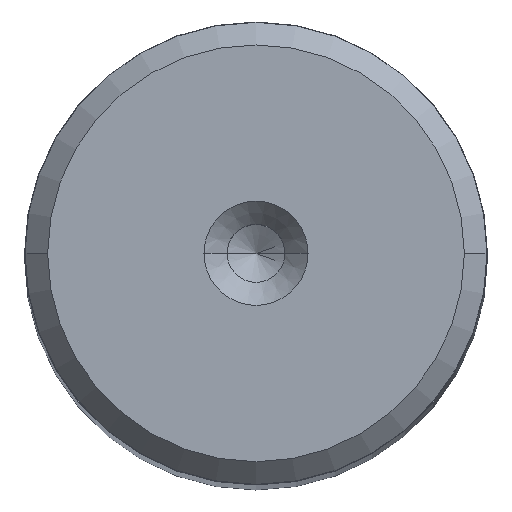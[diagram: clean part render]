
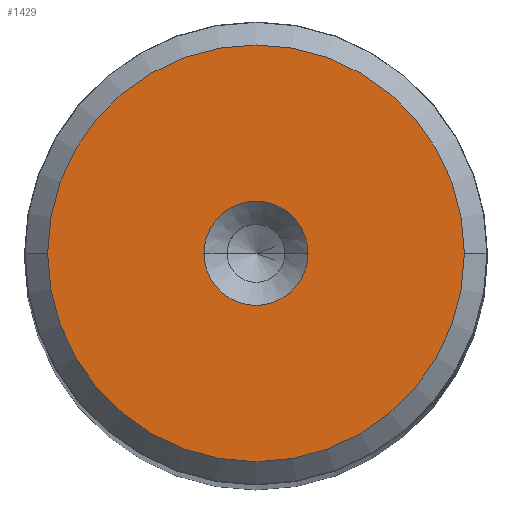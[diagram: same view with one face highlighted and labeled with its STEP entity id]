
A CAD part, top view. The second image highlights one B-rep face of the part: STEP entity #1429.
In plain terms, the highlighted planar face has unit normal (0, 0, 1).
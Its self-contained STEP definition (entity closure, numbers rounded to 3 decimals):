
#93 = DIRECTION ( 'NONE',  ( 0., 0., 1. ) ) ;
#115 = CARTESIAN_POINT ( 'NONE',  ( 9.009, 0., 130. ) ) ;
#156 = EDGE_LOOP ( 'NONE', ( #1973, #1233 ) ) ;
#207 = ORIENTED_EDGE ( 'NONE', *, *, #2387, .F. ) ;
#320 = DIRECTION ( 'NONE',  ( 1., 0., 0. ) ) ;
#414 = DIRECTION ( 'NONE',  ( 0., 0., 1. ) ) ;
#444 = DIRECTION ( 'NONE',  ( 0., 0., 1. ) ) ;
#474 = AXIS2_PLACEMENT_3D ( 'NONE', #1417, #93, #320 ) ;
#483 = EDGE_CURVE ( 'NONE', #2776, #2772, #2019, .T. ) ;
#867 = CARTESIAN_POINT ( 'NONE',  ( 0., 0., 130. ) ) ;
#962 = CARTESIAN_POINT ( 'NONE',  ( 2.25, 0., 130. ) ) ;
#981 = CARTESIAN_POINT ( 'NONE',  ( -2.25, 0., 130. ) ) ;
#1188 = CARTESIAN_POINT ( 'NONE',  ( -9.009, 0., 130. ) ) ;
#1207 = FACE_BOUND ( 'NONE', #1842, .T. ) ;
#1233 = ORIENTED_EDGE ( 'NONE', *, *, #1412, .T. ) ;
#1275 = FACE_OUTER_BOUND ( 'NONE', #156, .T. ) ;
#1282 = CIRCLE ( 'NONE', #474, 9.009 ) ;
#1288 = AXIS2_PLACEMENT_3D ( 'NONE', #1295, #414, #1938 ) ;
#1295 = CARTESIAN_POINT ( 'NONE',  ( 0., 0., 130. ) ) ;
#1412 = EDGE_CURVE ( 'NONE', #2024, #1824, #2577, .T. ) ;
#1417 = CARTESIAN_POINT ( 'NONE',  ( 0., 0., 130. ) ) ;
#1429 = ADVANCED_FACE ( 'NONE', ( #1207, #1275 ), #2170, .T. ) ;
#1475 = ORIENTED_EDGE ( 'NONE', *, *, #483, .F. ) ;
#1526 = DIRECTION ( 'NONE',  ( 1., 0., 0. ) ) ;
#1824 = VERTEX_POINT ( 'NONE', #1188 ) ;
#1842 = EDGE_LOOP ( 'NONE', ( #207, #1475 ) ) ;
#1938 = DIRECTION ( 'NONE',  ( 1., 0., 0. ) ) ;
#1947 = CIRCLE ( 'NONE', #2341, 2.25 ) ;
#1973 = ORIENTED_EDGE ( 'NONE', *, *, #2493, .T. ) ;
#2019 = CIRCLE ( 'NONE', #2117, 2.25 ) ;
#2024 = VERTEX_POINT ( 'NONE', #115 ) ;
#2117 = AXIS2_PLACEMENT_3D ( 'NONE', #2655, #2183, #2619 ) ;
#2170 = PLANE ( 'NONE',  #2523 ) ;
#2183 = DIRECTION ( 'NONE',  ( 0., 0., 1. ) ) ;
#2341 = AXIS2_PLACEMENT_3D ( 'NONE', #867, #444, #1526 ) ;
#2386 = DIRECTION ( 'NONE',  ( 0., 0., 1. ) ) ;
#2387 = EDGE_CURVE ( 'NONE', #2772, #2776, #1947, .T. ) ;
#2392 = DIRECTION ( 'NONE',  ( 1., 0., 0. ) ) ;
#2493 = EDGE_CURVE ( 'NONE', #1824, #2024, #1282, .T. ) ;
#2523 = AXIS2_PLACEMENT_3D ( 'NONE', #2807, #2386, #2392 ) ;
#2577 = CIRCLE ( 'NONE', #1288, 9.009 ) ;
#2619 = DIRECTION ( 'NONE',  ( 1., 0., 0. ) ) ;
#2655 = CARTESIAN_POINT ( 'NONE',  ( 0., 0., 130. ) ) ;
#2772 = VERTEX_POINT ( 'NONE', #962 ) ;
#2776 = VERTEX_POINT ( 'NONE', #981 ) ;
#2807 = CARTESIAN_POINT ( 'NONE',  ( 0., 0., 130. ) ) ;
